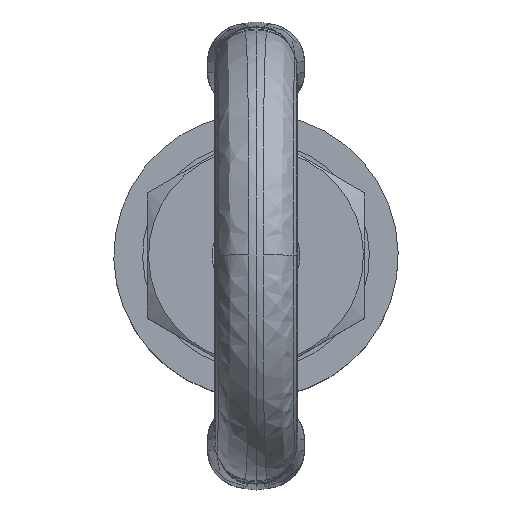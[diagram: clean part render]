
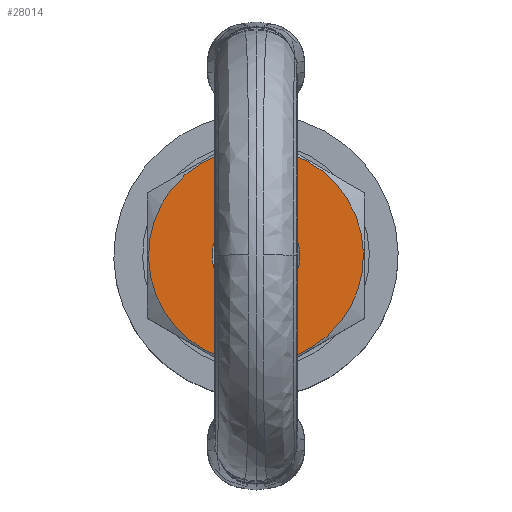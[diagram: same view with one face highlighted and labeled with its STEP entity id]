
A CAD part, top view. The second image highlights one B-rep face of the part: STEP entity #28014.
In plain terms, the highlighted planar face has unit normal (0, 0, 1).
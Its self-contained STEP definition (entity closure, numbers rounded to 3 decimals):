
#27932=CARTESIAN_POINT('Vertex',(22.282,40.787,-4.)) ;
#27935=CARTESIAN_POINT('Axis2P3D Location',(0.,0.,-4.)) ;
#27939=CARTESIAN_POINT('Vertex',(-22.282,-40.787,-4.)) ;
#27982=CARTESIAN_POINT('Axis2P3D Location',(0.,46.477,-4.)) ;
#27987=CARTESIAN_POINT('Axis2P3D Location',(0.,0.,-4.)) ;
#27996=CARTESIAN_POINT('Axis2P3D Location',(0.,0.,-4.)) ;
#28000=CARTESIAN_POINT('Vertex',(9.097,-16.652,-4.)) ;
#28002=CARTESIAN_POINT('Vertex',(-9.097,16.652,-4.)) ;
#28005=CARTESIAN_POINT('Axis2P3D Location',(0.,0.,-4.)) ;
#27936=DIRECTION('Axis2P3D Direction',(0.,0.,-1.)) ;
#27983=DIRECTION('Axis2P3D Direction',(0.,0.,-1.)) ;
#27984=DIRECTION('Axis2P3D XDirection',(1.,0.,0.)) ;
#27988=DIRECTION('Axis2P3D Direction',(0.,0.,-1.)) ;
#27997=DIRECTION('Axis2P3D Direction',(0.,0.,-1.)) ;
#28006=DIRECTION('Axis2P3D Direction',(0.,0.,-1.)) ;
#27937=AXIS2_PLACEMENT_3D('Circle Axis2P3D',#27935,#27936,$) ;
#27985=AXIS2_PLACEMENT_3D('Plane Axis2P3D',#27982,#27983,#27984) ;
#27989=AXIS2_PLACEMENT_3D('Circle Axis2P3D',#27987,#27988,$) ;
#27998=AXIS2_PLACEMENT_3D('Circle Axis2P3D',#27996,#27997,$) ;
#28007=AXIS2_PLACEMENT_3D('Circle Axis2P3D',#28005,#28006,$) ;
#27993=ORIENTED_EDGE('',*,*,#27991,.F.) ;
#27994=ORIENTED_EDGE('',*,*,#27941,.F.) ;
#28011=ORIENTED_EDGE('',*,*,#28004,.F.) ;
#28012=ORIENTED_EDGE('',*,*,#28009,.F.) ;
#28013=FACE_BOUND('',#28010,.T.) ;
#28014=ADVANCED_FACE('\X2\51434EF6672C9AD4\X0\',(#27995,#28013),#27986,.F.) ;
#27938=CIRCLE('generated circle',#27937,46.477) ;
#27990=CIRCLE('generated circle',#27989,46.477) ;
#27999=CIRCLE('generated circle',#27998,18.975) ;
#28008=CIRCLE('generated circle',#28007,18.975) ;
#27941=EDGE_CURVE('',#27933,#27940,#27938,.T.) ;
#27991=EDGE_CURVE('',#27940,#27933,#27990,.T.) ;
#28004=EDGE_CURVE('',#28001,#28003,#27999,.F.) ;
#28009=EDGE_CURVE('',#28003,#28001,#28008,.F.) ;
#27992=EDGE_LOOP('',(#27993,#27994)) ;
#28010=EDGE_LOOP('',(#28011,#28012)) ;
#27995=FACE_OUTER_BOUND('',#27992,.T.) ;
#27986=PLANE('',#27985) ;
#27933=VERTEX_POINT('',#27932) ;
#27940=VERTEX_POINT('',#27939) ;
#28001=VERTEX_POINT('',#28000) ;
#28003=VERTEX_POINT('',#28002) ;
